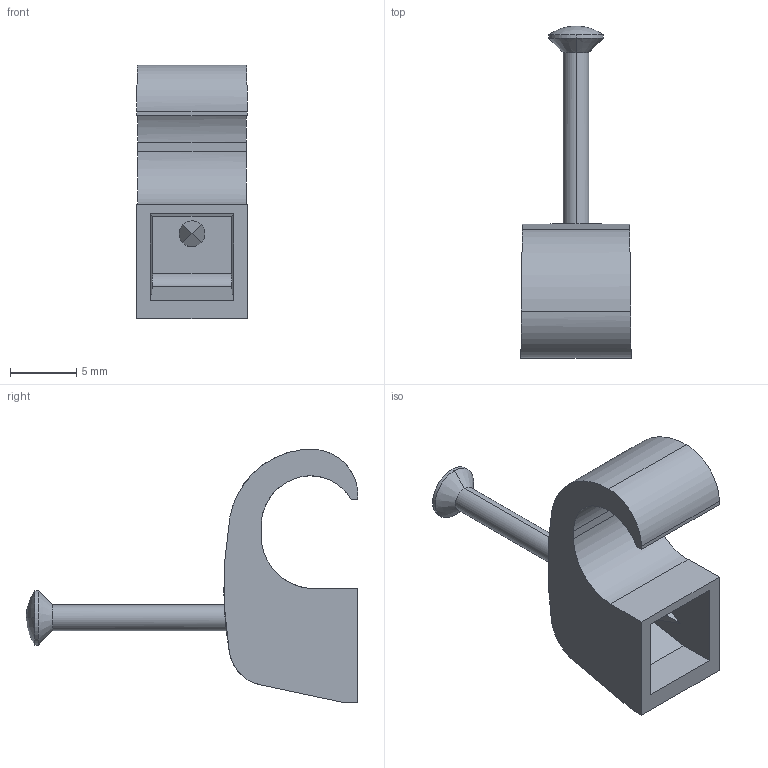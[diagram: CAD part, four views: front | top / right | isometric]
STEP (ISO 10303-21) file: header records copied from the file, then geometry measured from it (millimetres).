
FILE_DESCRIPTION (( 'STEP AP214' ), '1' );
FILE_NAME ('2228734.STP', '2018-01-29T10:37:50', ( '' ), ( '' ), 'SwSTEP 2.0', 'SolidWorks 2016', '' );
FILE_SCHEMA (( 'AUTOMOTIVE_DESIGN' ));
Length unit declared in the file: millimetre
Products named in the file (3): ES260_7-12; 2228734; BF004-03_L25
Assembly tree (2 placements, depth 2):
  2228734
    ES260_7-12
    BF004-03_L25
Bounding box: 8.3 x 25 x 19.1 mm (x, y, z)
Volume: 697.5 mm3; surface area: 1120 mm2
Topology: 2 solids, 2 shells, 41 faces, 100 edges, 64 vertices
Faces by surface type: plane 19, cylinder 16, cone 4, sphere 2
Entity records: 1352 total; most frequent: CARTESIAN_POINT 332, ORIENTED_EDGE 200, DIRECTION 184, EDGE_CURVE 100, VERTEX_POINT 64, AXIS2_PLACEMENT_3D 62, LINE 60, VECTOR 60
